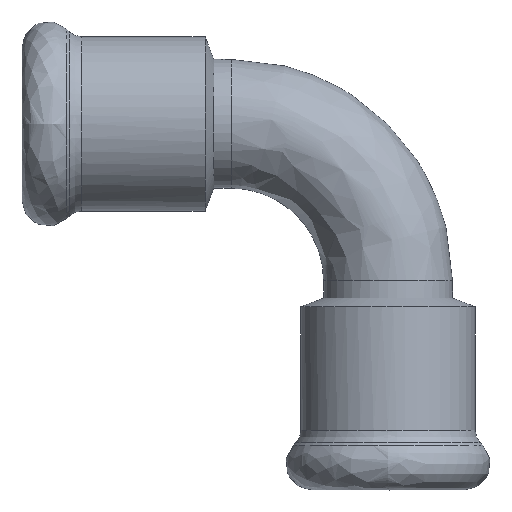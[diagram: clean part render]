
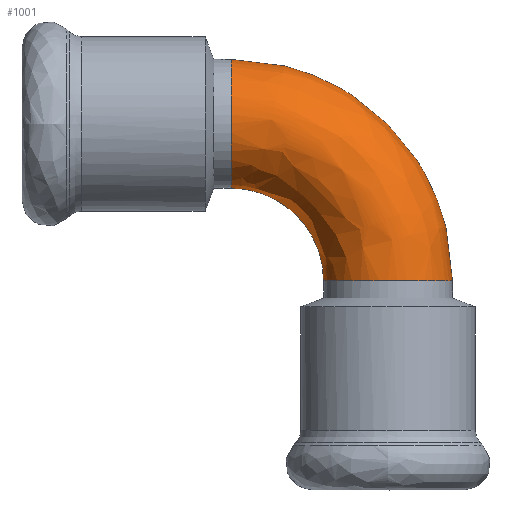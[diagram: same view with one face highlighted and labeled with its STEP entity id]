
A CAD part, top view. The second image highlights one B-rep face of the part: STEP entity #1001.
In plain terms, the highlighted free-form (B-spline) face has degree [2, 2] with [9, 3] control points.
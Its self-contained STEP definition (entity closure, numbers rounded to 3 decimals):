
#95 = EDGE_CURVE('',#96,#98,#100,.T.);
#96 = VERTEX_POINT('',#97);
#97 = CARTESIAN_POINT('',(42.,-18.,-7.4));
#98 = VERTEX_POINT('',#99);
#99 = CARTESIAN_POINT('',(34.6,-18.,0.));
#100 = ( BOUNDED_CURVE() B_SPLINE_CURVE(2,(#101,#102,#103),
.UNSPECIFIED.,.F.,.F.) B_SPLINE_CURVE_WITH_KNOTS((3,3),(-3.142,
-1.571),.PIECEWISE_BEZIER_KNOTS.) CURVE() 
GEOMETRIC_REPRESENTATION_ITEM() RATIONAL_B_SPLINE_CURVE((1.,
0.707,1.)) REPRESENTATION_ITEM('') );
#101 = CARTESIAN_POINT('',(42.,-18.,-7.4));
#102 = CARTESIAN_POINT('',(34.6,-18.,-7.4));
#103 = CARTESIAN_POINT('',(34.6,-18.,0.));
#137 = EDGE_CURVE('',#98,#96,#138,.T.);
#138 = ( BOUNDED_CURVE() B_SPLINE_CURVE(2,(#139,#140,#141,#142,#143,#144
,#145),.UNSPECIFIED.,.F.,.F.) B_SPLINE_CURVE_WITH_KNOTS((3,2,2,3),(
    -1.571,0.,1.571,3.142),.UNSPECIFIED.) 
CURVE() GEOMETRIC_REPRESENTATION_ITEM() RATIONAL_B_SPLINE_CURVE((1.,
    0.707,1.,0.707,1.,0.707,1.)) 
REPRESENTATION_ITEM('') );
#139 = CARTESIAN_POINT('',(34.6,-18.,0.));
#140 = CARTESIAN_POINT('',(34.6,-18.,7.4));
#141 = CARTESIAN_POINT('',(42.,-18.,7.4));
#142 = CARTESIAN_POINT('',(49.4,-18.,7.4));
#143 = CARTESIAN_POINT('',(49.4,-18.,0.));
#144 = CARTESIAN_POINT('',(49.4,-18.,-7.4));
#145 = CARTESIAN_POINT('',(42.,-18.,-7.4));
#1001 = ADVANCED_FACE('',(#1002),#1033,.T.);
#1002 = FACE_BOUND('',#1003,.T.);
#1003 = EDGE_LOOP('',(#1004,#1005,#1013,#1021,#1031,#1032));
#1004 = ORIENTED_EDGE('',*,*,#95,.T.);
#1005 = ORIENTED_EDGE('',*,*,#1006,.T.);
#1006 = EDGE_CURVE('',#98,#1007,#1009,.T.);
#1007 = VERTEX_POINT('',#1008);
#1008 = CARTESIAN_POINT('',(24.,-7.4,0.));
#1009 = ( BOUNDED_CURVE() B_SPLINE_CURVE(2,(#1010,#1011,#1012),
.UNSPECIFIED.,.F.,.F.) B_SPLINE_CURVE_WITH_KNOTS((3,3),(-3.142,
-1.571),.PIECEWISE_BEZIER_KNOTS.) CURVE() 
GEOMETRIC_REPRESENTATION_ITEM() RATIONAL_B_SPLINE_CURVE((1.,
0.707,1.)) REPRESENTATION_ITEM('') );
#1010 = CARTESIAN_POINT('',(34.6,-18.,0.));
#1011 = CARTESIAN_POINT('',(34.6,-7.4,0.));
#1012 = CARTESIAN_POINT('',(24.,-7.4,0.));
#1013 = ORIENTED_EDGE('',*,*,#1014,.F.);
#1014 = EDGE_CURVE('',#1015,#1007,#1017,.T.);
#1015 = VERTEX_POINT('',#1016);
#1016 = CARTESIAN_POINT('',(24.,0.,-7.4));
#1017 = ( BOUNDED_CURVE() B_SPLINE_CURVE(2,(#1018,#1019,#1020),
.UNSPECIFIED.,.F.,.F.) B_SPLINE_CURVE_WITH_KNOTS((3,3),(-3.142,
-1.571),.PIECEWISE_BEZIER_KNOTS.) CURVE() 
GEOMETRIC_REPRESENTATION_ITEM() RATIONAL_B_SPLINE_CURVE((1.,
0.707,1.)) REPRESENTATION_ITEM('') );
#1018 = CARTESIAN_POINT('',(24.,0.,-7.4));
#1019 = CARTESIAN_POINT('',(24.,-7.4,-7.4));
#1020 = CARTESIAN_POINT('',(24.,-7.4,0.));
#1021 = ORIENTED_EDGE('',*,*,#1022,.F.);
#1022 = EDGE_CURVE('',#1007,#1015,#1023,.T.);
#1023 = ( BOUNDED_CURVE() B_SPLINE_CURVE(2,(#1024,#1025,#1026,#1027,
#1028,#1029,#1030),.UNSPECIFIED.,.F.,.F.) B_SPLINE_CURVE_WITH_KNOTS((3,2
    ,2,3),(-1.571,0.,1.571,3.142),
.UNSPECIFIED.) CURVE() GEOMETRIC_REPRESENTATION_ITEM() 
RATIONAL_B_SPLINE_CURVE((1.,0.707,1.,0.707,1.,
0.707,1.)) REPRESENTATION_ITEM('') );
#1024 = CARTESIAN_POINT('',(24.,-7.4,0.));
#1025 = CARTESIAN_POINT('',(24.,-7.4,7.4));
#1026 = CARTESIAN_POINT('',(24.,0.,7.4));
#1027 = CARTESIAN_POINT('',(24.,7.4,7.4));
#1028 = CARTESIAN_POINT('',(24.,7.4,0.));
#1029 = CARTESIAN_POINT('',(24.,7.4,-7.4));
#1030 = CARTESIAN_POINT('',(24.,0.,-7.4));
#1031 = ORIENTED_EDGE('',*,*,#1006,.F.);
#1032 = ORIENTED_EDGE('',*,*,#137,.T.);
#1033 = ( BOUNDED_SURFACE() B_SPLINE_SURFACE(2,2,(
    (#1034,#1035,#1036)
    ,(#1037,#1038,#1039)
    ,(#1040,#1041,#1042)
    ,(#1043,#1044,#1045)
    ,(#1046,#1047,#1048)
    ,(#1049,#1050,#1051)
    ,(#1052,#1053,#1054)
    ,(#1055,#1056,#1057)
    ,(#1058,#1059,#1060
)),.UNSPECIFIED.,.T.,.F.,.F.) B_SPLINE_SURFACE_WITH_KNOTS((1,2,2,2,2,2,1
    ),(3,3),(-4.712,-3.142,-1.571,0.,
    1.571,3.142,4.712),(1.571,
3.142),.UNSPECIFIED.) GEOMETRIC_REPRESENTATION_ITEM() 
RATIONAL_B_SPLINE_SURFACE((
    (1.,0.707,1.)
    ,(0.707,0.5,0.707)
    ,(1.,0.707,1.)
    ,(0.707,0.5,0.707)
    ,(1.,0.707,1.)
    ,(0.707,0.5,0.707)
    ,(1.,0.707,1.)
    ,(0.707,0.5,0.707)
,(1.,0.707,1.))) REPRESENTATION_ITEM('') SURFACE() );
#1034 = CARTESIAN_POINT('',(24.,-7.4,0.));
#1035 = CARTESIAN_POINT('',(34.6,-7.4,0.));
#1036 = CARTESIAN_POINT('',(34.6,-18.,0.));
#1037 = CARTESIAN_POINT('',(24.,-7.4,-7.4));
#1038 = CARTESIAN_POINT('',(34.6,-7.4,-7.4));
#1039 = CARTESIAN_POINT('',(34.6,-18.,-7.4));
#1040 = CARTESIAN_POINT('',(24.,0.,-7.4));
#1041 = CARTESIAN_POINT('',(42.,0.,-7.4));
#1042 = CARTESIAN_POINT('',(42.,-18.,-7.4));
#1043 = CARTESIAN_POINT('',(24.,7.4,-7.4));
#1044 = CARTESIAN_POINT('',(49.4,7.4,-7.4));
#1045 = CARTESIAN_POINT('',(49.4,-18.,-7.4));
#1046 = CARTESIAN_POINT('',(24.,7.4,0.));
#1047 = CARTESIAN_POINT('',(49.4,7.4,0.));
#1048 = CARTESIAN_POINT('',(49.4,-18.,0.));
#1049 = CARTESIAN_POINT('',(24.,7.4,7.4));
#1050 = CARTESIAN_POINT('',(49.4,7.4,7.4));
#1051 = CARTESIAN_POINT('',(49.4,-18.,7.4));
#1052 = CARTESIAN_POINT('',(24.,0.,7.4));
#1053 = CARTESIAN_POINT('',(42.,0.,7.4));
#1054 = CARTESIAN_POINT('',(42.,-18.,7.4));
#1055 = CARTESIAN_POINT('',(24.,-7.4,7.4));
#1056 = CARTESIAN_POINT('',(34.6,-7.4,7.4));
#1057 = CARTESIAN_POINT('',(34.6,-18.,7.4));
#1058 = CARTESIAN_POINT('',(24.,-7.4,0.));
#1059 = CARTESIAN_POINT('',(34.6,-7.4,0.));
#1060 = CARTESIAN_POINT('',(34.6,-18.,0.));
